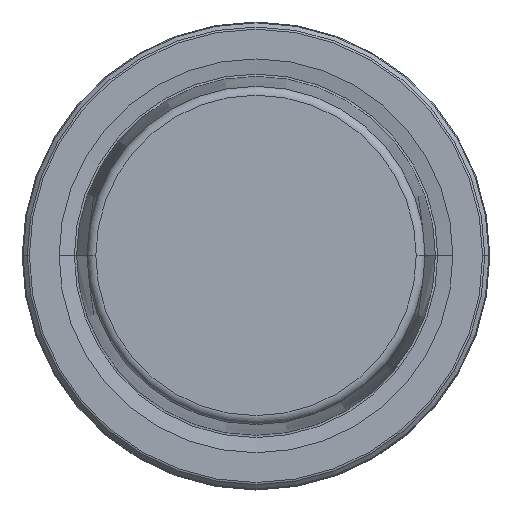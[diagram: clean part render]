
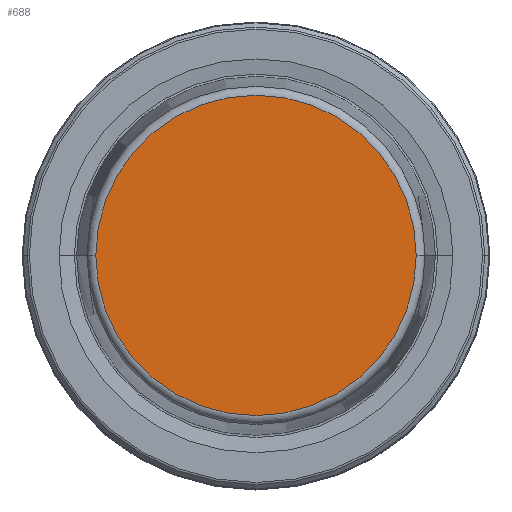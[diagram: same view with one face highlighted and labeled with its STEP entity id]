
A CAD part, top view. The second image highlights one B-rep face of the part: STEP entity #688.
In plain terms, the highlighted planar face has unit normal (0, 0, 1).
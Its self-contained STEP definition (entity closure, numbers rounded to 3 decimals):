
#108 = ORIENTED_EDGE ( 'NONE', *, *, #1064, .T. ) ;
#115 = CARTESIAN_POINT ( 'NONE',  ( 0., 0., 31.9 ) ) ;
#178 = EDGE_CURVE ( 'NONE', #467, #723, #952, .T. ) ;
#218 = FACE_OUTER_BOUND ( 'NONE', #1256, .T. ) ;
#309 = AXIS2_PLACEMENT_3D ( 'NONE', #457, #1145, #543 ) ;
#340 = PLANE ( 'NONE',  #776 ) ;
#349 = CARTESIAN_POINT ( 'NONE',  ( -21.581, 0., 31.9 ) ) ;
#431 = DIRECTION ( 'NONE',  ( -1., 0., 0. ) ) ;
#457 = CARTESIAN_POINT ( 'NONE',  ( 0., 0., 31.9 ) ) ;
#467 = VERTEX_POINT ( 'NONE', #349 ) ;
#533 = CARTESIAN_POINT ( 'NONE',  ( 21.581, 0., 31.9 ) ) ;
#543 = DIRECTION ( 'NONE',  ( 1., 0., 0. ) ) ;
#610 = CARTESIAN_POINT ( 'NONE',  ( 0., 0., 31.9 ) ) ;
#679 = ORIENTED_EDGE ( 'NONE', *, *, #178, .T. ) ;
#688 = ADVANCED_FACE ( 'NONE', ( #218 ), #340, .F. ) ;
#723 = VERTEX_POINT ( 'NONE', #533 ) ;
#774 = DIRECTION ( 'NONE',  ( 1., 0., 0. ) ) ;
#776 = AXIS2_PLACEMENT_3D ( 'NONE', #610, #1010, #431 ) ;
#952 = CIRCLE ( 'NONE', #987, 21.581 ) ;
#987 = AXIS2_PLACEMENT_3D ( 'NONE', #115, #1186, #774 ) ;
#1010 = DIRECTION ( 'NONE',  ( 0., 0., -1. ) ) ;
#1064 = EDGE_CURVE ( 'NONE', #723, #467, #1177, .T. ) ;
#1145 = DIRECTION ( 'NONE',  ( 0., 0., 1. ) ) ;
#1177 = CIRCLE ( 'NONE', #309, 21.581 ) ;
#1186 = DIRECTION ( 'NONE',  ( 0., 0., 1. ) ) ;
#1256 = EDGE_LOOP ( 'NONE', ( #108, #679 ) ) ;
